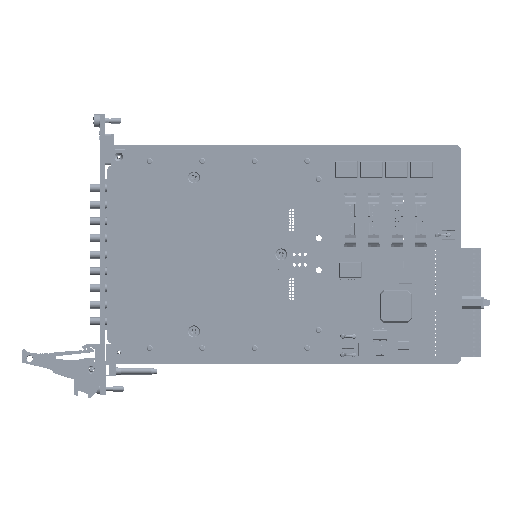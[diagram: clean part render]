
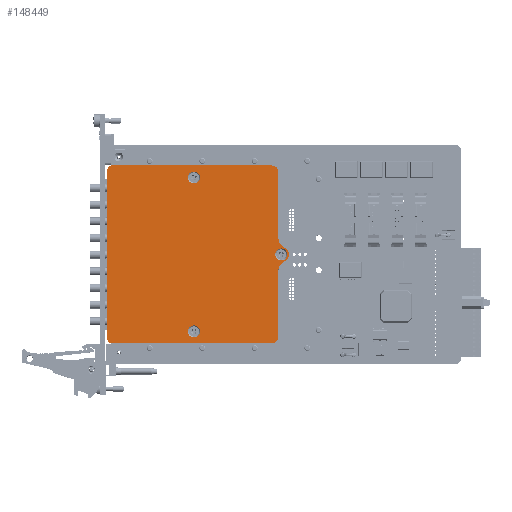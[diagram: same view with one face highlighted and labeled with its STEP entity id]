
A CAD part, top view. The second image highlights one B-rep face of the part: STEP entity #148449.
In plain terms, the highlighted planar face has unit normal (0, 0, 1).
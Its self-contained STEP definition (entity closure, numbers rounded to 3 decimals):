
#9948 = FACE_OUTER_BOUND ( 'NONE', #191202, .T. ) ;
#9949 = FACE_BOUND ( 'NONE', #191192, .T. ) ;
#9950 = FACE_BOUND ( 'NONE', #191189, .T. ) ;
#9952 = FACE_BOUND ( 'NONE', #191200, .T. ) ;
#12925 = PLANE ( 'NONE',  #14863 ) ;
#12953 = CARTESIAN_POINT ( 'NONE',  ( -2.128, 89.686, 15.667 ) ) ;
#12955 = DIRECTION ( 'NONE',  ( 0., 0., -1. ) ) ;
#12957 = DIRECTION ( 'NONE',  ( -1., 0., 0. ) ) ;
#14863 = AXIS2_PLACEMENT_3D ( 'NONE', #12953, #12955, #12957 ) ;
#62676 = ORIENTED_EDGE ( 'NONE', *, *, #70831, .F. ) ;
#62678 = ORIENTED_EDGE ( 'NONE', *, *, #70839, .F. ) ;
#62680 = ORIENTED_EDGE ( 'NONE', *, *, #70822, .F. ) ;
#62682 = ORIENTED_EDGE ( 'NONE', *, *, #70813, .T. ) ;
#62684 = ORIENTED_EDGE ( 'NONE', *, *, #70768, .T. ) ;
#62686 = ORIENTED_EDGE ( 'NONE', *, *, #70778, .F. ) ;
#62688 = ORIENTED_EDGE ( 'NONE', *, *, #70744, .F. ) ;
#62689 = ORIENTED_EDGE ( 'NONE', *, *, #70726, .F. ) ;
#62691 = ORIENTED_EDGE ( 'NONE', *, *, #70713, .F. ) ;
#62692 = ORIENTED_EDGE ( 'NONE', *, *, #70704, .F. ) ;
#62694 = ORIENTED_EDGE ( 'NONE', *, *, #70688, .T. ) ;
#62697 = ORIENTED_EDGE ( 'NONE', *, *, #70669, .T. ) ;
#62699 = ORIENTED_EDGE ( 'NONE', *, *, #70656, .T. ) ;
#62701 = ORIENTED_EDGE ( 'NONE', *, *, #70843, .T. ) ;
#62703 = ORIENTED_EDGE ( 'NONE', *, *, #70638, .T. ) ;
#67535 = AXIS2_PLACEMENT_3D ( 'NONE', #161479, #161480, #161482 ) ;
#67543 = AXIS2_PLACEMENT_3D ( 'NONE', #161518, #161519, #161521 ) ;
#67549 = AXIS2_PLACEMENT_3D ( 'NONE', #161579, #161581, #161584 ) ;
#67552 = AXIS2_PLACEMENT_3D ( 'NONE', #161626, #161627, #161630 ) ;
#67558 = AXIS2_PLACEMENT_3D ( 'NONE', #161663, #161666, #161669 ) ;
#67566 = AXIS2_PLACEMENT_3D ( 'NONE', #161701, #161702, #161704 ) ;
#67575 = AXIS2_PLACEMENT_3D ( 'NONE', #161759, #161760, #161762 ) ;
#67592 = AXIS2_PLACEMENT_3D ( 'NONE', #161883, #161884, #161886 ) ;
#67598 = AXIS2_PLACEMENT_3D ( 'NONE', #161911, #161912, #161914 ) ;
#67601 = AXIS2_PLACEMENT_3D ( 'NONE', #161923, #161924, #161926 ) ;
#70638 = EDGE_CURVE ( 'NONE', #76414, #76407, #152106, .T. ) ;
#70656 = EDGE_CURVE ( 'NONE', #76430, #76418, #152149, .T. ) ;
#70669 = EDGE_CURVE ( 'NONE', #76426, #76430, #152168, .T. ) ;
#70688 = EDGE_CURVE ( 'NONE', #76434, #76426, #152239, .T. ) ;
#70704 = EDGE_CURVE ( 'NONE', #76434, #76457, #152249, .T. ) ;
#70713 = EDGE_CURVE ( 'NONE', #76457, #76410, #152308, .T. ) ;
#70726 = EDGE_CURVE ( 'NONE', #76410, #76453, #152347, .T. ) ;
#70744 = EDGE_CURVE ( 'NONE', #76453, #76461, #152396, .T. ) ;
#70768 = EDGE_CURVE ( 'NONE', #76492, #76488, #152475, .T. ) ;
#70778 = EDGE_CURVE ( 'NONE', #76461, #76488, #152508, .T. ) ;
#70813 = EDGE_CURVE ( 'NONE', #76407, #76492, #152633, .T. ) ;
#70822 = EDGE_CURVE ( 'NONE', #257007, #257007, #152672, .T. ) ;
#70831 = EDGE_CURVE ( 'NONE', #257013, #257013, #152687, .T. ) ;
#70839 = EDGE_CURVE ( 'NONE', #257016, #257016, #152701, .T. ) ;
#70843 = EDGE_CURVE ( 'NONE', #76418, #76414, #152716, .T. ) ;
#76407 = VERTEX_POINT ( 'NONE', #179614 ) ;
#76410 = VERTEX_POINT ( 'NONE', #179618 ) ;
#76414 = VERTEX_POINT ( 'NONE', #179623 ) ;
#76418 = VERTEX_POINT ( 'NONE', #179635 ) ;
#76426 = VERTEX_POINT ( 'NONE', #179663 ) ;
#76430 = VERTEX_POINT ( 'NONE', #179666 ) ;
#76434 = VERTEX_POINT ( 'NONE', #179676 ) ;
#76453 = VERTEX_POINT ( 'NONE', #179704 ) ;
#76457 = VERTEX_POINT ( 'NONE', #179751 ) ;
#76461 = VERTEX_POINT ( 'NONE', #179767 ) ;
#76488 = VERTEX_POINT ( 'NONE', #179864 ) ;
#76492 = VERTEX_POINT ( 'NONE', #179848 ) ;
#148449 = ADVANCED_FACE ( 'NONE', ( #9949, #9950, #9952, #9948 ), #12925, .F. ) ;
#152106 = CIRCLE ( 'NONE', #67535, 2. ) ;
#152149 = CIRCLE ( 'NONE', #67543, 2. ) ;
#152168 = LINE ( 'NONE', #161527, #152194 ) ;
#152194 = VECTOR ( 'NONE', #161536, 1000. ) ;
#152239 = CIRCLE ( 'NONE', #67549, 3. ) ;
#152249 = LINE ( 'NONE', #161594, #152290 ) ;
#152290 = VECTOR ( 'NONE', #161604, 1000. ) ;
#152308 = CIRCLE ( 'NONE', #67552, 5. ) ;
#152347 = CIRCLE ( 'NONE', #67558, 3.5 ) ;
#152396 = CIRCLE ( 'NONE', #67566, 5. ) ;
#152475 = CIRCLE ( 'NONE', #67575, 3. ) ;
#152508 = LINE ( 'NONE', #161764, #152533 ) ;
#152533 = VECTOR ( 'NONE', #161774, 1000. ) ;
#152633 = LINE ( 'NONE', #161845, #152653 ) ;
#152653 = VECTOR ( 'NONE', #161855, 1000. ) ;
#152672 = CIRCLE ( 'NONE', #67592, 2.75 ) ;
#152687 = CIRCLE ( 'NONE', #67598, 2.75 ) ;
#152701 = CIRCLE ( 'NONE', #67601, 2.75 ) ;
#152716 = LINE ( 'NONE', #161920, #152745 ) ;
#152745 = VECTOR ( 'NONE', #161930, 1000. ) ;
#161479 = CARTESIAN_POINT ( 'NONE',  ( -2.128, 12.286, 15.667 ) ) ;
#161480 = DIRECTION ( 'NONE',  ( 0., 0., 1. ) ) ;
#161482 = DIRECTION ( 'NONE',  ( 1., 0., 0. ) ) ;
#161518 = CARTESIAN_POINT ( 'NONE',  ( -2.128, 89.686, 15.667 ) ) ;
#161519 = DIRECTION ( 'NONE',  ( 0., 0., 1. ) ) ;
#161521 = DIRECTION ( 'NONE',  ( -1., 0., 0. ) ) ;
#161527 = CARTESIAN_POINT ( 'NONE',  ( 88.572, 91.686, 15.667 ) ) ;
#161536 = DIRECTION ( 'NONE',  ( -1., 0., 0. ) ) ;
#161579 = CARTESIAN_POINT ( 'NONE',  ( 71.086, 88.686, 15.667 ) ) ;
#161581 = DIRECTION ( 'NONE',  ( 0., 0., 1. ) ) ;
#161584 = DIRECTION ( 'NONE',  ( -1., 0., 0. ) ) ;
#161594 = CARTESIAN_POINT ( 'NONE',  ( 74.086, 91.686, 15.667 ) ) ;
#161604 = DIRECTION ( 'NONE',  ( 0., -1., 0. ) ) ;
#161626 = CARTESIAN_POINT ( 'NONE',  ( 79.086, 58.638, 15.667 ) ) ;
#161627 = DIRECTION ( 'NONE',  ( 0., 0., 1. ) ) ;
#161630 = DIRECTION ( 'NONE',  ( -1., 0., 0. ) ) ;
#161663 = CARTESIAN_POINT ( 'NONE',  ( 75.394, 50.982, 15.667 ) ) ;
#161666 = DIRECTION ( 'NONE',  ( 0., 0., -1. ) ) ;
#161669 = DIRECTION ( 'NONE',  ( 1., 0., 0. ) ) ;
#161701 = CARTESIAN_POINT ( 'NONE',  ( 79.086, 43.326, 15.667 ) ) ;
#161702 = DIRECTION ( 'NONE',  ( 0., 0., 1. ) ) ;
#161704 = DIRECTION ( 'NONE',  ( 1., 0., 0. ) ) ;
#161759 = CARTESIAN_POINT ( 'NONE',  ( 71.086, 13.286, 15.667 ) ) ;
#161760 = DIRECTION ( 'NONE',  ( 0., 0., 1. ) ) ;
#161762 = DIRECTION ( 'NONE',  ( -1., 0., 0. ) ) ;
#161764 = CARTESIAN_POINT ( 'NONE',  ( 74.086, 43.326, 15.667 ) ) ;
#161774 = DIRECTION ( 'NONE',  ( 0., -1., 0. ) ) ;
#161845 = CARTESIAN_POINT ( 'NONE',  ( -2.128, 10.286, 15.667 ) ) ;
#161855 = DIRECTION ( 'NONE',  ( 1., 0., 0. ) ) ;
#161883 = CARTESIAN_POINT ( 'NONE',  ( 75.402, 50.986, 15.667 ) ) ;
#161884 = DIRECTION ( 'NONE',  ( 0., 0., 1. ) ) ;
#161886 = DIRECTION ( 'NONE',  ( 1., 0., 0. ) ) ;
#161911 = CARTESIAN_POINT ( 'NONE',  ( 35.475, 15.785, 15.667 ) ) ;
#161912 = DIRECTION ( 'NONE',  ( 0., 0., 1. ) ) ;
#161914 = DIRECTION ( 'NONE',  ( 1., 0., 0. ) ) ;
#161920 = CARTESIAN_POINT ( 'NONE',  ( -4.128, 89.686, 15.667 ) ) ;
#161923 = CARTESIAN_POINT ( 'NONE',  ( 35.475, 86.18, 15.667 ) ) ;
#161924 = DIRECTION ( 'NONE',  ( 0., 0., 1. ) ) ;
#161926 = DIRECTION ( 'NONE',  ( 1., 0., 0. ) ) ;
#161930 = DIRECTION ( 'NONE',  ( 0., -1., 0. ) ) ;
#179614 = CARTESIAN_POINT ( 'NONE',  ( -2.128, 10.286, 15.667 ) ) ;
#179618 = CARTESIAN_POINT ( 'NONE',  ( 76.914, 54.134, 15.667 ) ) ;
#179623 = CARTESIAN_POINT ( 'NONE',  ( -4.128, 12.286, 15.667 ) ) ;
#179635 = CARTESIAN_POINT ( 'NONE',  ( -4.128, 89.686, 15.667 ) ) ;
#179663 = CARTESIAN_POINT ( 'NONE',  ( 71.086, 91.686, 15.667 ) ) ;
#179666 = CARTESIAN_POINT ( 'NONE',  ( -2.128, 91.686, 15.667 ) ) ;
#179676 = CARTESIAN_POINT ( 'NONE',  ( 74.086, 88.686, 15.667 ) ) ;
#179704 = CARTESIAN_POINT ( 'NONE',  ( 76.914, 47.829, 15.667 ) ) ;
#179751 = CARTESIAN_POINT ( 'NONE',  ( 74.086, 58.638, 15.667 ) ) ;
#179767 = CARTESIAN_POINT ( 'NONE',  ( 74.086, 43.326, 15.667 ) ) ;
#179848 = CARTESIAN_POINT ( 'NONE',  ( 71.086, 10.286, 15.667 ) ) ;
#179864 = CARTESIAN_POINT ( 'NONE',  ( 74.086, 13.286, 15.667 ) ) ;
#191189 = EDGE_LOOP ( 'NONE', ( #62678 ) ) ;
#191192 = EDGE_LOOP ( 'NONE', ( #62676 ) ) ;
#191200 = EDGE_LOOP ( 'NONE', ( #62680 ) ) ;
#191202 = EDGE_LOOP ( 'NONE', ( #62682, #62684, #62686, #62688, #62689, #62691, #62692, #62694, #62697, #62699, #62701, #62703 ) ) ;
#257007 = VERTEX_POINT ( 'NONE', #258928 ) ;
#257013 = VERTEX_POINT ( 'NONE', #258930 ) ;
#257016 = VERTEX_POINT ( 'NONE', #258931 ) ;
#258928 = CARTESIAN_POINT ( 'NONE',  ( 78.152, 50.986, 15.667 ) ) ;
#258930 = CARTESIAN_POINT ( 'NONE',  ( 38.225, 15.785, 15.667 ) ) ;
#258931 = CARTESIAN_POINT ( 'NONE',  ( 38.225, 86.18, 15.667 ) ) ;
